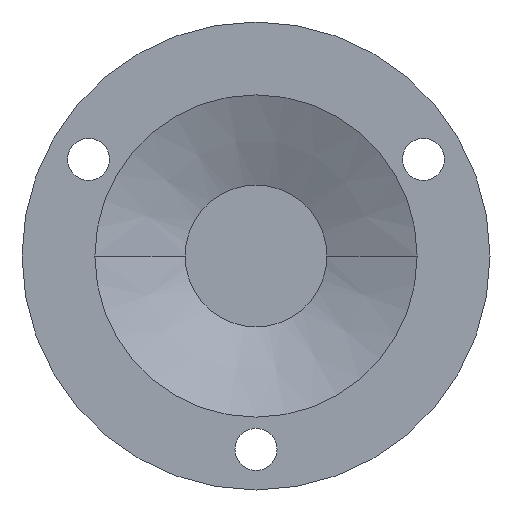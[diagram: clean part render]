
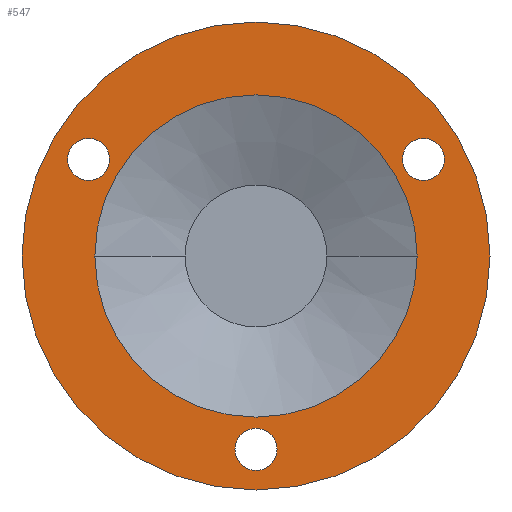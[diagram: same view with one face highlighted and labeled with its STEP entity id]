
A CAD part, front view. The second image highlights one B-rep face of the part: STEP entity #547.
In plain terms, the highlighted planar face has unit normal (0, -1, 0).
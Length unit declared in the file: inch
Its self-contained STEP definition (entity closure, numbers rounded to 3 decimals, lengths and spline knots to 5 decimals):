
#91=CARTESIAN_POINT('',(0.,0.,0.));
#92=DIRECTION('',(0.,-1.,0.));
#93=DIRECTION('',(1.,0.,0.));
#94=AXIS2_PLACEMENT_3D('',#91,#92,#93);
#100=CARTESIAN_POINT('',(0.,0.,0.));
#101=DIRECTION('',(0.,1.,0.));
#102=DIRECTION('',(1.,0.,0.));
#103=AXIS2_PLACEMENT_3D('',#100,#101,#102);
#105=CARTESIAN_POINT('',(0.,0.,0.));
#106=DIRECTION('',(0.,-1.,0.));
#107=DIRECTION('',(1.,0.,0.));
#108=AXIS2_PLACEMENT_3D('',#105,#106,#107);
#110=CARTESIAN_POINT('',(0.,0.,0.));
#111=DIRECTION('',(0.,1.,0.));
#112=DIRECTION('',(1.,0.,0.));
#113=AXIS2_PLACEMENT_3D('',#110,#111,#112);
#115=CARTESIAN_POINT('',(0.,0.,-0.75));
#116=DIRECTION('',(0.,1.,0.));
#117=DIRECTION('',(1.,0.,0.));
#118=AXIS2_PLACEMENT_3D('',#115,#116,#117);
#120=CARTESIAN_POINT('',(0.,0.,-0.75));
#121=DIRECTION('',(0.,1.,0.));
#122=DIRECTION('',(-1.,0.,0.));
#123=AXIS2_PLACEMENT_3D('',#120,#121,#122);
#125=CARTESIAN_POINT('',(-0.64952,0.,0.375));
#126=DIRECTION('',(0.,1.,0.));
#127=DIRECTION('',(-0.5,0.,-0.866));
#128=AXIS2_PLACEMENT_3D('',#125,#126,#127);
#130=CARTESIAN_POINT('',(-0.64952,0.,0.375));
#131=DIRECTION('',(0.,1.,0.));
#132=DIRECTION('',(0.5,0.,0.866));
#133=AXIS2_PLACEMENT_3D('',#130,#131,#132);
#135=CARTESIAN_POINT('',(0.64952,0.,0.375));
#136=DIRECTION('',(0.,1.,0.));
#137=DIRECTION('',(-0.5,0.,0.866));
#138=AXIS2_PLACEMENT_3D('',#135,#136,#137);
#140=CARTESIAN_POINT('',(0.64952,0.,0.375));
#141=DIRECTION('',(0.,1.,0.));
#142=DIRECTION('',(0.5,0.,-0.866));
#143=AXIS2_PLACEMENT_3D('',#140,#141,#142);
#308=CARTESIAN_POINT('',(0.625,0.,0.));
#310=VERTEX_POINT('',#308);
#311=CARTESIAN_POINT('',(0.9075,0.,0.));
#313=VERTEX_POINT('',#311);
#316=CARTESIAN_POINT('',(-0.625,0.,0.));
#318=VERTEX_POINT('',#316);
#319=CARTESIAN_POINT('',(-0.9075,0.,0.));
#321=VERTEX_POINT('',#319);
#359=CARTESIAN_POINT('',(0.0815,0.,-0.75));
#360=CARTESIAN_POINT('',(-0.0815,0.,-0.75));
#361=VERTEX_POINT('',#359);
#362=VERTEX_POINT('',#360);
#367=CARTESIAN_POINT('',(-0.69027,0.,0.30442));
#368=CARTESIAN_POINT('',(-0.60877,0.,0.44558));
#369=VERTEX_POINT('',#367);
#370=VERTEX_POINT('',#368);
#375=CARTESIAN_POINT('',(0.60877,0.,0.44558));
#376=CARTESIAN_POINT('',(0.69027,0.,0.30442));
#377=VERTEX_POINT('',#375);
#378=VERTEX_POINT('',#376);
#514=CARTESIAN_POINT('',(0.,0.,0.));
#515=DIRECTION('',(0.,1.,0.));
#516=DIRECTION('',(1.,0.,0.));
#517=AXIS2_PLACEMENT_3D('',#514,#515,#516);
#518=PLANE('',#517);
#519=ORIENTED_EDGE('',*,*,#509,.T.);
#520=ORIENTED_EDGE('',*,*,#493,.F.);
#521=EDGE_LOOP('',(#519,#520));
#522=FACE_OUTER_BOUND('',#521,.F.);
#524=ORIENTED_EDGE('',*,*,#523,.T.);
#526=ORIENTED_EDGE('',*,*,#525,.F.);
#527=EDGE_LOOP('',(#524,#526));
#528=FACE_BOUND('',#527,.F.);
#530=ORIENTED_EDGE('',*,*,#529,.F.);
#532=ORIENTED_EDGE('',*,*,#531,.F.);
#533=EDGE_LOOP('',(#530,#532));
#534=FACE_BOUND('',#533,.F.);
#536=ORIENTED_EDGE('',*,*,#535,.F.);
#538=ORIENTED_EDGE('',*,*,#537,.F.);
#539=EDGE_LOOP('',(#536,#538));
#540=FACE_BOUND('',#539,.F.);
#542=ORIENTED_EDGE('',*,*,#541,.F.);
#544=ORIENTED_EDGE('',*,*,#543,.F.);
#545=EDGE_LOOP('',(#542,#544));
#546=FACE_BOUND('',#545,.F.);
#547=ADVANCED_FACE('',(#522,#528,#534,#540,#546),#518,.F.);
#95=CIRCLE('',#94,0.9075);
#104=CIRCLE('',#103,0.9075);
#109=CIRCLE('',#108,0.625);
#114=CIRCLE('',#113,0.625);
#119=CIRCLE('',#118,0.0815);
#124=CIRCLE('',#123,0.0815);
#129=CIRCLE('',#128,0.0815);
#134=CIRCLE('',#133,0.0815);
#139=CIRCLE('',#138,0.0815);
#144=CIRCLE('',#143,0.0815);
#493=EDGE_CURVE('',#313,#321,#95,.T.);
#509=EDGE_CURVE('',#313,#321,#104,.T.);
#523=EDGE_CURVE('',#310,#318,#109,.T.);
#525=EDGE_CURVE('',#310,#318,#114,.T.);
#529=EDGE_CURVE('',#361,#362,#119,.T.);
#531=EDGE_CURVE('',#362,#361,#124,.T.);
#535=EDGE_CURVE('',#369,#370,#129,.T.);
#537=EDGE_CURVE('',#370,#369,#134,.T.);
#541=EDGE_CURVE('',#377,#378,#139,.T.);
#543=EDGE_CURVE('',#378,#377,#144,.T.);
